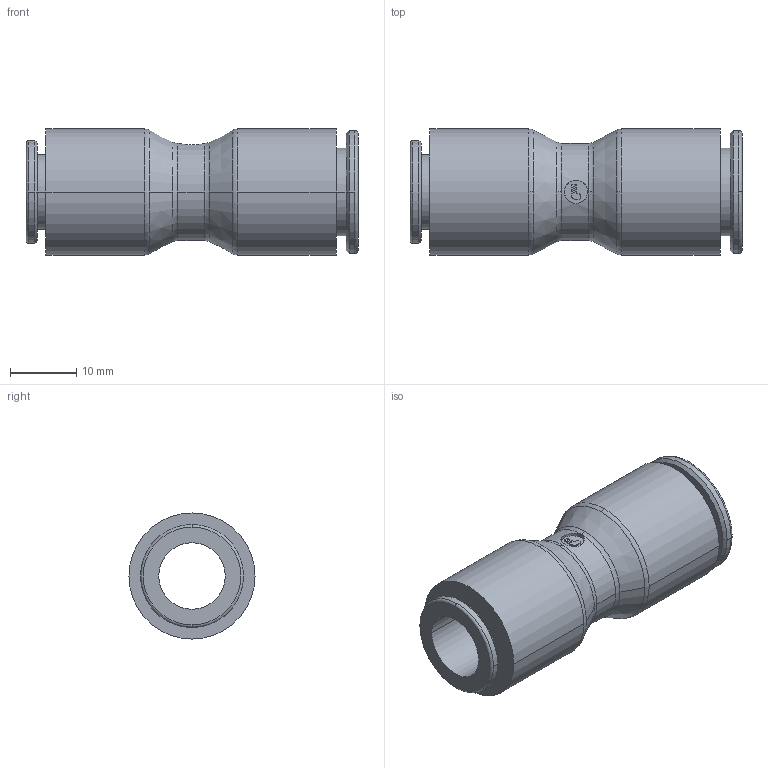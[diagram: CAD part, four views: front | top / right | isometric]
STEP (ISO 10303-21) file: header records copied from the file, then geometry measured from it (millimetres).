
FILE_DESCRIPTION(('STEP AP214'),'1');
FILE_NAME('6306_10_12WP2.stp','2016-07-07T14:17:16',('TraceParts'),('TraceParts S.A.'),'Spatial InterOp 3D',' ',' ');
FILE_SCHEMA(('automotive_design'));
Length unit declared in the file: millimetre
Products named in the file (1): 1
Bounding box: 49.97 x 18.98 x 18.98 mm (x, y, z)
Volume: 7923.5 mm3; surface area: 5317.6 mm2
Topology: 1 solids, 1 shells, 70 faces, 177 edges, 118 vertices
Faces by surface type: cylinder 26, plane 24, torus 12, cone 8
Entity records: 2242 total; most frequent: CARTESIAN_POINT 433, DIRECTION 417, ORIENTED_EDGE 354, EDGE_CURVE 177, AXIS2_PLACEMENT_3D 172, VERTEX_POINT 118, CIRCLE 101, EDGE_LOOP 81
